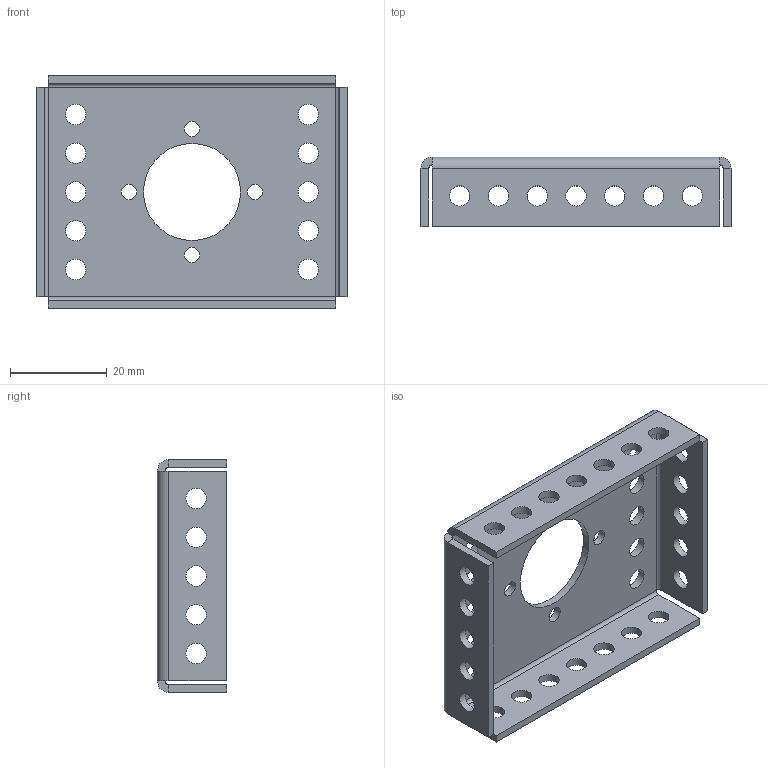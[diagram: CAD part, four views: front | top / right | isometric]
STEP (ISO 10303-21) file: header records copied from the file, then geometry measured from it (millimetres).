
FILE_DESCRIPTION(/* description */ (''),/* implementation_level */ '2;1');
FILE_NAME(/* name */ 'Matrix_07-0005.ipt.stp',/* time_stamp */ '2014-12-18T17:42:40-08:00',/* author */ ('Autodesk Inc.'),/* organization */ ('Autodesk Inc.'),/* preprocessor_version */ 'ST-DEVELOPER v15.6',/* originating_system */ 'Autodesk Inventor 2015',/* authorisation */ '');
FILE_SCHEMA (('AUTOMOTIVE_DESIGN { 1 0 10303 214 3 1 1 }'));
Length unit declared in the file: millimetre
Products named in the file (1): Matrix_07-0005
Bounding box: 64 x 14.3 x 48 mm (x, y, z)
Volume: 7526.4 mm3; surface area: 10802.9 mm2
Topology: 1 solids, 1 shells, 77 faces, 207 edges, 132 vertices
Faces by surface type: cylinder 47, plane 30
Full cylindrical faces by diameter (mm): 3.2 x4, 4.199 x1, 4.2 x33, 20.02 x1
Entity records: 2290 total; most frequent: DIRECTION 404, CARTESIAN_POINT 350, ORIENTED_EDGE 308, EDGE_LOOP 194, AXIS2_PLACEMENT_3D 172, EDGE_CURVE 154, VERTEX_POINT 118, FACE_BOUND 117
